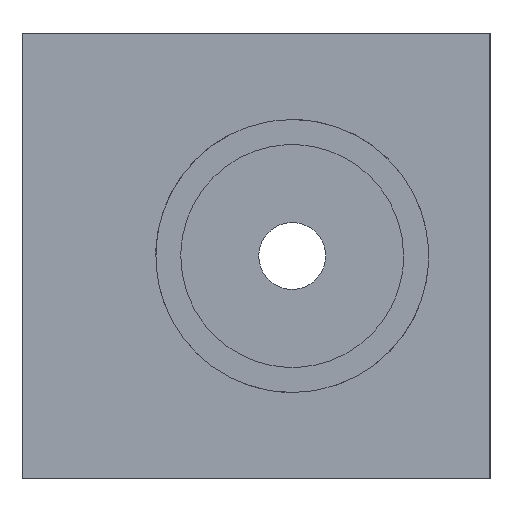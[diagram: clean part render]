
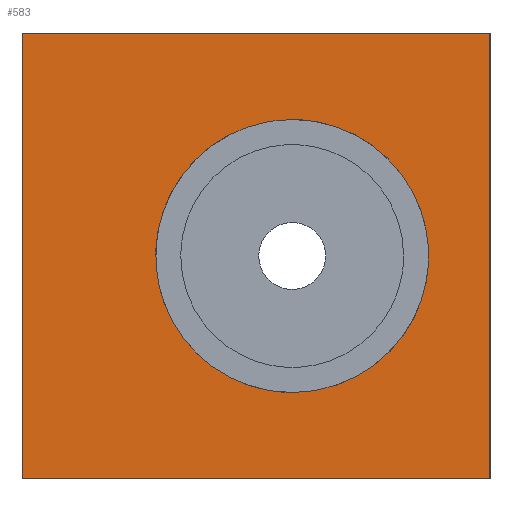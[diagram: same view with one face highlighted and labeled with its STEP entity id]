
A CAD part, left-side view. The second image highlights one B-rep face of the part: STEP entity #583.
In plain terms, the highlighted free-form (B-spline) face has degree [1, 1] with [2, 2] control points.
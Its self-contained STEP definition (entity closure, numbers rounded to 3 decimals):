
#360 = VERTEX_POINT('',#361);
#361 = CARTESIAN_POINT('',(-86.106,34.934,
    63.472));
#366 = EDGE_CURVE('',#367,#360,#369,.T.);
#367 = VERTEX_POINT('',#368);
#368 = CARTESIAN_POINT('',(-86.106,34.934,
    15.253));
#369 = ( BOUNDED_CURVE() B_SPLINE_CURVE(2,(#370,#371,#372,#373,#374),
.UNSPECIFIED.,.F.,.F.) B_SPLINE_CURVE_WITH_KNOTS((3,2,3),(3.142,
4.712,6.283),.PIECEWISE_BEZIER_KNOTS.) CURVE() 
GEOMETRIC_REPRESENTATION_ITEM() RATIONAL_B_SPLINE_CURVE((1.,
0.707,1.,0.707,1.)) REPRESENTATION_ITEM('') );
#370 = CARTESIAN_POINT('',(-86.106,34.934,
    15.253));
#371 = CARTESIAN_POINT('',(-86.106,10.825,
    15.253));
#372 = CARTESIAN_POINT('',(-86.106,10.825,
    39.363));
#373 = CARTESIAN_POINT('',(-86.106,10.825,
    63.472));
#374 = CARTESIAN_POINT('',(-86.106,34.934,
    63.472));
#513 = VERTEX_POINT('',#514);
#514 = CARTESIAN_POINT('',(-86.106,0.,78.725));
#519 = EDGE_CURVE('',#520,#513,#522,.T.);
#520 = VERTEX_POINT('',#521);
#521 = CARTESIAN_POINT('',(-86.106,0.,0.));
#522 = B_SPLINE_CURVE_WITH_KNOTS('',1,(#523,#524),.UNSPECIFIED.,.F.,.F.,
  (2,2),(0.,80.),.PIECEWISE_BEZIER_KNOTS.);
#523 = CARTESIAN_POINT('',(-86.106,0.,0.));
#524 = CARTESIAN_POINT('',(-86.106,0.,78.725));
#554 = EDGE_CURVE('',#555,#520,#557,.T.);
#555 = VERTEX_POINT('',#556);
#556 = CARTESIAN_POINT('',(-86.106,82.661,0.));
#557 = B_SPLINE_CURVE_WITH_KNOTS('',1,(#558,#559),.UNSPECIFIED.,.F.,.F.,
  (2,2),(-0.,84.),.PIECEWISE_BEZIER_KNOTS.);
#558 = CARTESIAN_POINT('',(-86.106,82.661,0.));
#559 = CARTESIAN_POINT('',(-86.106,0.,0.));
#583 = ADVANCED_FACE('',(#584,#595),#611,.F.);
#584 = FACE_BOUND('',#585,.T.);
#585 = EDGE_LOOP('',(#586,#594));
#586 = ORIENTED_EDGE('',*,*,#587,.F.);
#587 = EDGE_CURVE('',#360,#367,#588,.T.);
#588 = ( BOUNDED_CURVE() B_SPLINE_CURVE(2,(#589,#590,#591,#592,#593),
.UNSPECIFIED.,.F.,.F.) B_SPLINE_CURVE_WITH_KNOTS((3,2,3),(0.,
1.571,3.142),.PIECEWISE_BEZIER_KNOTS.) CURVE() 
GEOMETRIC_REPRESENTATION_ITEM() RATIONAL_B_SPLINE_CURVE((1.,
0.707,1.,0.707,1.)) REPRESENTATION_ITEM('') );
#589 = CARTESIAN_POINT('',(-86.106,34.934,
    63.472));
#590 = CARTESIAN_POINT('',(-86.106,59.044,
    63.472));
#591 = CARTESIAN_POINT('',(-86.106,59.044,
    39.363));
#592 = CARTESIAN_POINT('',(-86.106,59.044,
    15.253));
#593 = CARTESIAN_POINT('',(-86.106,34.934,
    15.253));
#594 = ORIENTED_EDGE('',*,*,#366,.F.);
#595 = FACE_BOUND('',#596,.T.);
#596 = EDGE_LOOP('',(#597,#598,#605,#610));
#597 = ORIENTED_EDGE('',*,*,#519,.T.);
#598 = ORIENTED_EDGE('',*,*,#599,.F.);
#599 = EDGE_CURVE('',#600,#513,#602,.T.);
#600 = VERTEX_POINT('',#601);
#601 = CARTESIAN_POINT('',(-86.106,82.661,
    78.725));
#602 = B_SPLINE_CURVE_WITH_KNOTS('',1,(#603,#604),.UNSPECIFIED.,.F.,.F.,
  (2,2),(-0.,84.),.PIECEWISE_BEZIER_KNOTS.);
#603 = CARTESIAN_POINT('',(-86.106,82.661,
    78.725));
#604 = CARTESIAN_POINT('',(-86.106,0.,78.725));
#605 = ORIENTED_EDGE('',*,*,#606,.F.);
#606 = EDGE_CURVE('',#555,#600,#607,.T.);
#607 = B_SPLINE_CURVE_WITH_KNOTS('',1,(#608,#609),.UNSPECIFIED.,.F.,.F.,
  (2,2),(0.,80.),.PIECEWISE_BEZIER_KNOTS.);
#608 = CARTESIAN_POINT('',(-86.106,82.661,0.));
#609 = CARTESIAN_POINT('',(-86.106,82.661,
    78.725));
#610 = ORIENTED_EDGE('',*,*,#554,.T.);
#611 = B_SPLINE_SURFACE_WITH_KNOTS('',1,1,(
    (#612,#613)
    ,(#614,#615
    )),.UNSPECIFIED.,.F.,.F.,.F.,(2,2),(2,2),(-80.,0.),(-84.,0.),
  .PIECEWISE_BEZIER_KNOTS.);
#612 = CARTESIAN_POINT('',(-86.106,0.,78.725));
#613 = CARTESIAN_POINT('',(-86.106,82.661,
    78.725));
#614 = CARTESIAN_POINT('',(-86.106,0.,0.));
#615 = CARTESIAN_POINT('',(-86.106,82.661,0.));
